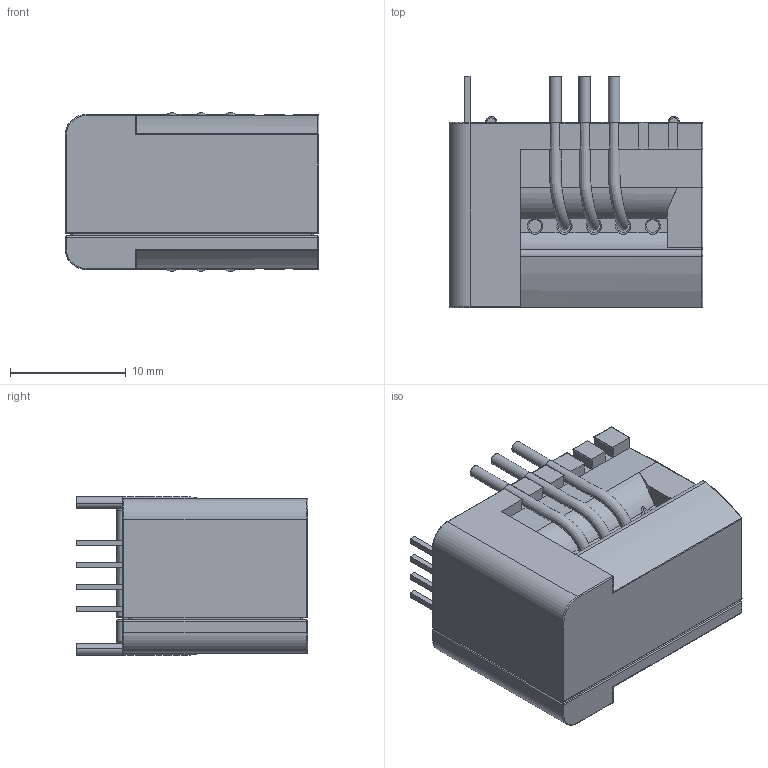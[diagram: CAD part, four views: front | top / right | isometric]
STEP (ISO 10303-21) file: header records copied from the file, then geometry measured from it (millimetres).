
FILE_DESCRIPTION(('CoCreate Modeling STEP Export'),'2;1');
FILE_NAME('CASR 6-15-25-50-NP Blackbox.stp','2009-06-04T14:54:31',(''),(''),'CoCreate Modeling STEP processor for AP214 (Solid Model)','CoCreate Modeling 16.00A 16-Aug-2008 (C) Parametric Technology GmbH','');
FILE_SCHEMA(('AUTOMOTIVE_DESIGN { 1 0 10303 214 1 1 1 1 }'));
Length unit declared in the file: millimetre
Products named in the file (7): 1.Case; sec4; pin_out_4pins; jumper.4; 3_jumpers_LTS; CASR_6-15-25-50-NP_Blackbox
Assembly tree (10 placements, depth 3):
  1.Case
    1.Case
  CASR_6-15-25-50-NP_Blackbox
    3_jumpers_LTS
      jumper.4  x3
    pin_out_4pins
      sec4  x4
Bounding box: 21.91 x 20 x 13.7 mm (x, y, z)
Volume: 4245.2 mm3; surface area: 2291.6 mm2
Topology: 8 solids, 8 shells, 357 faces, 927 edges, 583 vertices
Faces by surface type: plane 182, cylinder 111, bspline 24, cone 20, torus 14, sphere 4, extrusion 2
Entity records: 17026 total; most frequent: CARTESIAN_POINT 8834, ORIENTED_EDGE 1702, DIRECTION 1588, EDGE_CURVE 851, AXIS2_PLACEMENT_3D 557, VERTEX_POINT 539, VECTOR 474, LINE 472
